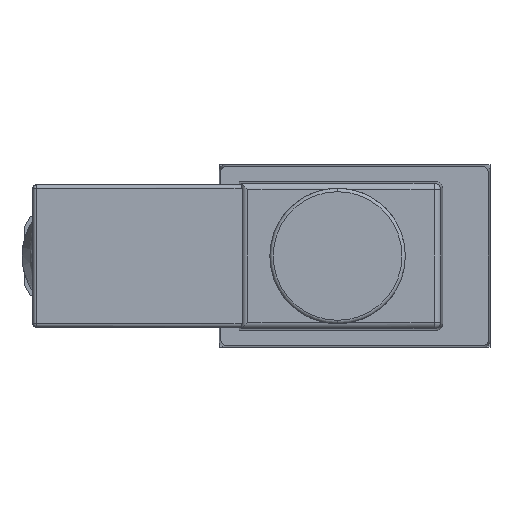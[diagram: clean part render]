
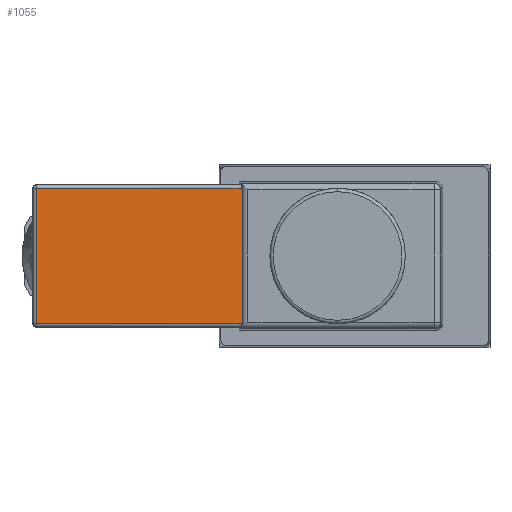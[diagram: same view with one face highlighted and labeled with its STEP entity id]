
A CAD part, left-side view. The second image highlights one B-rep face of the part: STEP entity #1055.
In plain terms, the highlighted planar face has unit normal (-1, 0, 0).
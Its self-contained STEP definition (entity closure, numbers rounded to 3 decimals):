
#324 = EDGE_CURVE ( 'NONE', #2257, #4161, #6087, .T. ) ;
#540 = LINE ( 'NONE', #780, #1900 ) ;
#653 = EDGE_LOOP ( 'NONE', ( #3660, #6968, #4528, #4621 ) ) ;
#780 = CARTESIAN_POINT ( 'NONE',  ( -80.7, 47., 10.5 ) ) ;
#1055 = ADVANCED_FACE ( 'NONE', ( #4130 ), #3117, .T. ) ;
#1900 = VECTOR ( 'NONE', #7020, 1000. ) ;
#1922 = VECTOR ( 'NONE', #5688, 1000. ) ;
#2058 = EDGE_CURVE ( 'NONE', #6180, #2257, #540, .T. ) ;
#2257 = VERTEX_POINT ( 'NONE', #4403 ) ;
#2277 = LINE ( 'NONE', #6081, #3621 ) ;
#2370 = CARTESIAN_POINT ( 'NONE',  ( -80.7, 16.613, 10. ) ) ;
#2599 = CARTESIAN_POINT ( 'NONE',  ( -80.7, 47., -10. ) ) ;
#2689 = VERTEX_POINT ( 'NONE', #4159 ) ;
#3047 = DIRECTION ( 'NONE',  ( 0., 0., -1. ) ) ;
#3117 = PLANE ( 'NONE',  #4806 ) ;
#3125 = DIRECTION ( 'NONE',  ( -1., 0., 0. ) ) ;
#3150 = CARTESIAN_POINT ( 'NONE',  ( -80.7, -500000., 10.5 ) ) ;
#3621 = VECTOR ( 'NONE', #6667, 1000. ) ;
#3660 = ORIENTED_EDGE ( 'NONE', *, *, #324, .F. ) ;
#3801 = VECTOR ( 'NONE', #7214, 1000. ) ;
#4130 = FACE_OUTER_BOUND ( 'NONE', #653, .T. ) ;
#4159 = CARTESIAN_POINT ( 'NONE',  ( -80.7, 16.613, -10. ) ) ;
#4161 = VERTEX_POINT ( 'NONE', #2370 ) ;
#4403 = CARTESIAN_POINT ( 'NONE',  ( -80.7, 47., 10. ) ) ;
#4528 = ORIENTED_EDGE ( 'NONE', *, *, #6481, .F. ) ;
#4621 = ORIENTED_EDGE ( 'NONE', *, *, #6460, .F. ) ;
#4806 = AXIS2_PLACEMENT_3D ( 'NONE', #3150, #3125, #3047 ) ;
#5290 = LINE ( 'NONE', #6643, #3801 ) ;
#5688 = DIRECTION ( 'NONE',  ( 0., -1., 0. ) ) ;
#6081 = CARTESIAN_POINT ( 'NONE',  ( -80.7, -500000., -10. ) ) ;
#6087 = LINE ( 'NONE', #6194, #1922 ) ;
#6180 = VERTEX_POINT ( 'NONE', #2599 ) ;
#6194 = CARTESIAN_POINT ( 'NONE',  ( -80.7, -500000., 10. ) ) ;
#6460 = EDGE_CURVE ( 'NONE', #4161, #2689, #5290, .T. ) ;
#6481 = EDGE_CURVE ( 'NONE', #2689, #6180, #2277, .T. ) ;
#6643 = CARTESIAN_POINT ( 'NONE',  ( -80.7, 16.613, 10. ) ) ;
#6667 = DIRECTION ( 'NONE',  ( 0., 1., 0. ) ) ;
#6968 = ORIENTED_EDGE ( 'NONE', *, *, #2058, .F. ) ;
#7020 = DIRECTION ( 'NONE',  ( 0., 0., 1. ) ) ;
#7214 = DIRECTION ( 'NONE',  ( 0., 0., -1. ) ) ;
